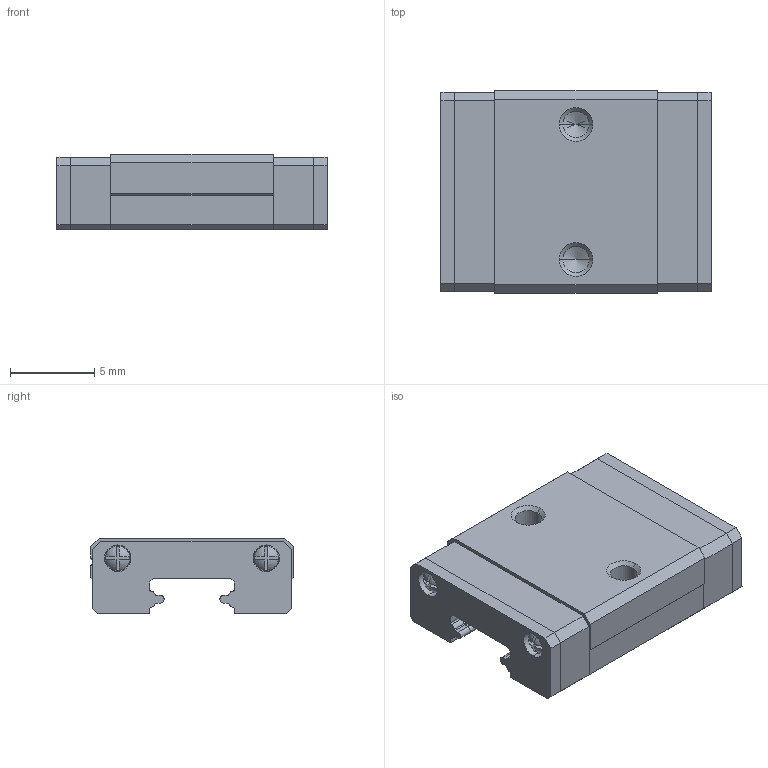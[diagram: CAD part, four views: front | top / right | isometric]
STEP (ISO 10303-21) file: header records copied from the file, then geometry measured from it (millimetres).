
FILE_DESCRIPTION (( 'STEP AP214' ), '1' );
FILE_NAME ('MGN5CEZFC-Block.STEP', '2022-04-11T19:51:12', ( '' ), ( '' ), 'SwSTEP 2.0', 'SolidWorks 2021', '' );
FILE_SCHEMA (( 'AUTOMOTIVE_DESIGN' ));
Length unit declared in the file: millimetre
Products named in the file (1): MGN5CEZFC-Block
Bounding box: 16 x 12 x 4.5 mm (x, y, z)
Volume: 671.2 mm3; surface area: 1084 mm2
Topology: 9 solids, 9 shells, 284 faces, 768 edges, 506 vertices
Faces by surface type: plane 161, cylinder 87, cone 20, sphere 16
Entity records: 9056 total; most frequent: DIRECTION 1596, CARTESIAN_POINT 1555, ORIENTED_EDGE 1528, EDGE_CURVE 764, AXIS2_PLACEMENT_3D 547, VERTEX_POINT 506, VECTOR 502, LINE 502
